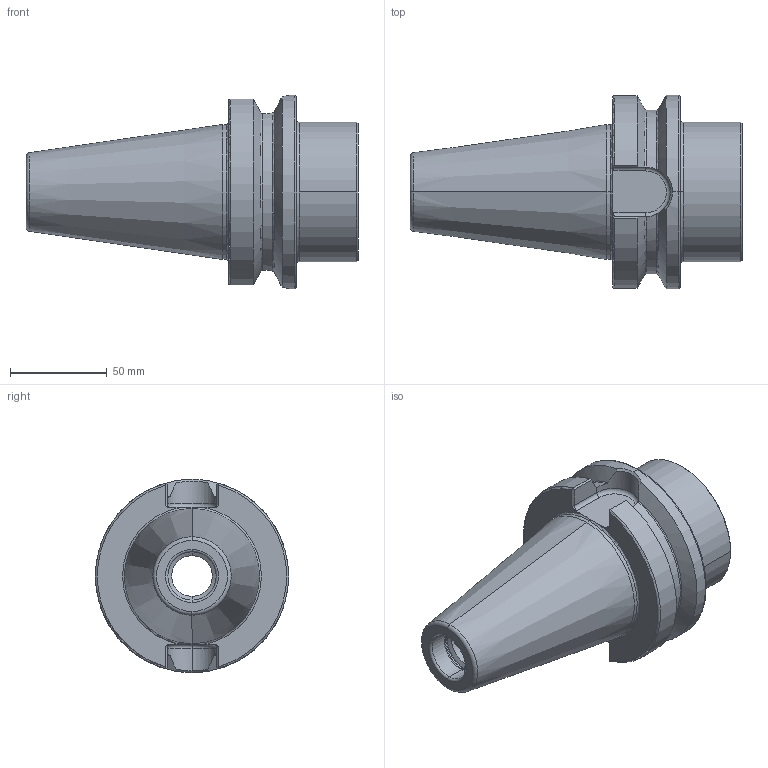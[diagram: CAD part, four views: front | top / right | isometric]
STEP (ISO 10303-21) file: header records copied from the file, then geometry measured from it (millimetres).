
FILE_DESCRIPTION (( 'STEP AP203' ), '1' );
FILE_NAME ('100.512.721C.STEP', '2018-03-12T14:21:07', ( 'SWIAdmin' ), ( 'Hewlett-Packard Company' ), 'SwSTEP 2.0', 'SolidWorks 2017', '' );
FILE_SCHEMA (( 'CONFIG_CONTROL_DESIGN' ));
Length unit declared in the file: millimetre
Products named in the file (1): 100.512.721C
Bounding box: 171.8 x 100 x 100 mm (x, y, z)
Volume: 505319.4 mm3; surface area: 65783.1 mm2
Topology: 1 solids, 1 shells, 105 faces, 253 edges, 153 vertices
Faces by surface type: cylinder 33, torus 27, cone 22, plane 21, bspline 2
Entity records: 3394 total; most frequent: CARTESIAN_POINT 913, DIRECTION 515, ORIENTED_EDGE 506, EDGE_CURVE 253, AXIS2_PLACEMENT_3D 217, VERTEX_POINT 153, CIRCLE 113, EDGE_LOOP 110
